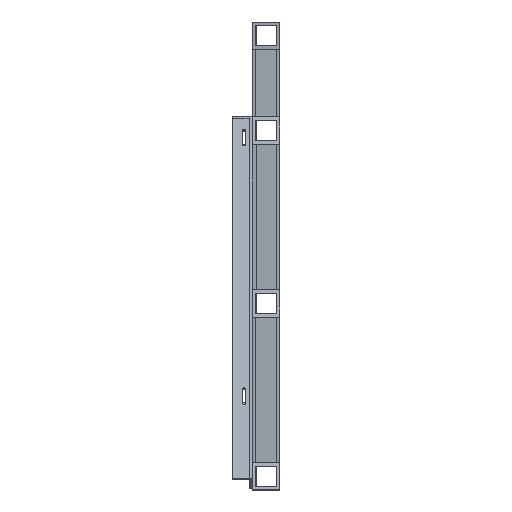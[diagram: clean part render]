
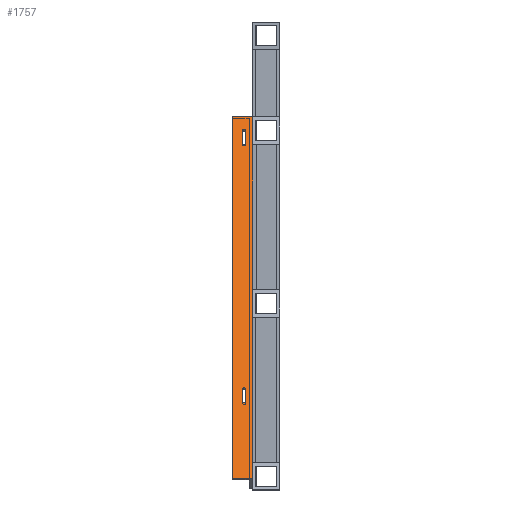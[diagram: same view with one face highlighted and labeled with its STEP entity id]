
A CAD part, left-side view. The second image highlights one B-rep face of the part: STEP entity #1757.
In plain terms, the highlighted face is planar.
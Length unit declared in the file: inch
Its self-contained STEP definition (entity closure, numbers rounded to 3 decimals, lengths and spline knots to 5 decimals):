
#71=CIRCLE('',#1936,0.1325);
#72=CIRCLE('',#1937,0.1325);
#73=CIRCLE('',#1938,0.1325);
#74=CIRCLE('',#1939,0.1325);
#127=FACE_BOUND('',#318,.T.);
#128=FACE_BOUND('',#319,.T.);
#209=FACE_OUTER_BOUND('',#317,.T.);
#317=EDGE_LOOP('',(#1521,#1522,#1523,#1524));
#318=EDGE_LOOP('',(#1525,#1526,#1527,#1528));
#319=EDGE_LOOP('',(#1529,#1530,#1531,#1532));
#514=LINE('',#2836,#726);
#521=LINE('',#2849,#733);
#522=LINE('',#2852,#734);
#523=LINE('',#2853,#735);
#524=LINE('',#2858,#736);
#525=LINE('',#2861,#737);
#526=LINE('',#2866,#738);
#527=LINE('',#2869,#739);
#726=VECTOR('',#2335,1.5);
#733=VECTOR('',#2344,30.75);
#734=VECTOR('',#2347,1.5);
#735=VECTOR('',#2348,30.75);
#736=VECTOR('',#2351,1.);
#737=VECTOR('',#2354,1.);
#738=VECTOR('',#2357,1.);
#739=VECTOR('',#2360,1.);
#884=VERTEX_POINT('',#2833);
#885=VERTEX_POINT('',#2835);
#890=VERTEX_POINT('',#2847);
#891=VERTEX_POINT('',#2851);
#892=VERTEX_POINT('',#2854);
#893=VERTEX_POINT('',#2855);
#894=VERTEX_POINT('',#2857);
#895=VERTEX_POINT('',#2859);
#896=VERTEX_POINT('',#2862);
#897=VERTEX_POINT('',#2863);
#898=VERTEX_POINT('',#2865);
#899=VERTEX_POINT('',#2867);
#1098=EDGE_CURVE('',#884,#885,#514,.T.);
#1105=EDGE_CURVE('',#890,#884,#521,.T.);
#1106=EDGE_CURVE('',#890,#891,#522,.T.);
#1107=EDGE_CURVE('',#891,#885,#523,.T.);
#1108=EDGE_CURVE('',#892,#893,#71,.T.);
#1109=EDGE_CURVE('',#892,#894,#524,.T.);
#1110=EDGE_CURVE('',#895,#894,#72,.T.);
#1111=EDGE_CURVE('',#895,#893,#525,.T.);
#1112=EDGE_CURVE('',#896,#897,#73,.T.);
#1113=EDGE_CURVE('',#896,#898,#526,.T.);
#1114=EDGE_CURVE('',#899,#898,#74,.T.);
#1115=EDGE_CURVE('',#899,#897,#527,.T.);
#1521=ORIENTED_EDGE('',*,*,#1098,.F.);
#1522=ORIENTED_EDGE('',*,*,#1105,.F.);
#1523=ORIENTED_EDGE('',*,*,#1106,.T.);
#1524=ORIENTED_EDGE('',*,*,#1107,.T.);
#1525=ORIENTED_EDGE('',*,*,#1108,.F.);
#1526=ORIENTED_EDGE('',*,*,#1109,.T.);
#1527=ORIENTED_EDGE('',*,*,#1110,.F.);
#1528=ORIENTED_EDGE('',*,*,#1111,.T.);
#1529=ORIENTED_EDGE('',*,*,#1112,.F.);
#1530=ORIENTED_EDGE('',*,*,#1113,.T.);
#1531=ORIENTED_EDGE('',*,*,#1114,.F.);
#1532=ORIENTED_EDGE('',*,*,#1115,.T.);
#1669=PLANE('',#1935);
#1757=ADVANCED_FACE('',(#209,#127,#128),#1669,.T.);
#1935=AXIS2_PLACEMENT_3D('',#2850,#2345,#2346);
#1936=AXIS2_PLACEMENT_3D('',#2856,#2349,#2350);
#1937=AXIS2_PLACEMENT_3D('',#2860,#2352,#2353);
#1938=AXIS2_PLACEMENT_3D('',#2864,#2355,#2356);
#1939=AXIS2_PLACEMENT_3D('',#2868,#2358,#2359);
#2335=DIRECTION('',(0.,1.,0.));
#2344=DIRECTION('',(-1.,0.,0.));
#2345=DIRECTION('center_axis',(0.,0.,1.));
#2346=DIRECTION('ref_axis',(0.,-1.,0.));
#2347=DIRECTION('',(0.,1.,0.));
#2348=DIRECTION('',(-1.,0.,0.));
#2349=DIRECTION('center_axis',(0.,0.,1.));
#2350=DIRECTION('ref_axis',(0.,1.,0.));
#2351=DIRECTION('',(1.,0.,0.));
#2352=DIRECTION('center_axis',(0.,0.,1.));
#2353=DIRECTION('ref_axis',(1.,0.,0.));
#2354=DIRECTION('',(-1.,0.,0.));
#2355=DIRECTION('center_axis',(0.,0.,1.));
#2356=DIRECTION('ref_axis',(0.,1.,0.));
#2357=DIRECTION('',(1.,0.,0.));
#2358=DIRECTION('center_axis',(0.,0.,1.));
#2359=DIRECTION('ref_axis',(1.,0.,0.));
#2360=DIRECTION('',(-1.,0.,0.));
#2833=CARTESIAN_POINT('',(0.,0.,0.));
#2835=CARTESIAN_POINT('',(0.,1.5,0.));
#2836=CARTESIAN_POINT('',(0.,0.,0.));
#2847=CARTESIAN_POINT('',(30.75,0.,0.));
#2849=CARTESIAN_POINT('',(30.75,0.,0.));
#2850=CARTESIAN_POINT('Origin',(0.,1.5,0.));
#2851=CARTESIAN_POINT('',(30.75,1.5,0.));
#2852=CARTESIAN_POINT('',(30.75,0.,0.));
#2853=CARTESIAN_POINT('',(30.75,1.5,0.));
#2854=CARTESIAN_POINT('',(6.562,0.7575,0.));
#2855=CARTESIAN_POINT('',(6.562,0.4925,0.));
#2856=CARTESIAN_POINT('Origin',(6.562,0.625,0.));
#2857=CARTESIAN_POINT('',(7.562,0.7575,0.));
#2858=CARTESIAN_POINT('',(6.562,0.7575,0.));
#2859=CARTESIAN_POINT('',(7.562,0.4925,0.));
#2860=CARTESIAN_POINT('Origin',(7.562,0.625,0.));
#2861=CARTESIAN_POINT('',(7.562,0.4925,0.));
#2862=CARTESIAN_POINT('',(28.562,0.7575,0.));
#2863=CARTESIAN_POINT('',(28.562,0.4925,0.));
#2864=CARTESIAN_POINT('Origin',(28.562,0.625,0.));
#2865=CARTESIAN_POINT('',(29.562,0.7575,0.));
#2866=CARTESIAN_POINT('',(28.562,0.7575,0.));
#2867=CARTESIAN_POINT('',(29.562,0.4925,0.));
#2868=CARTESIAN_POINT('Origin',(29.562,0.625,0.));
#2869=CARTESIAN_POINT('',(29.562,0.4925,0.));
